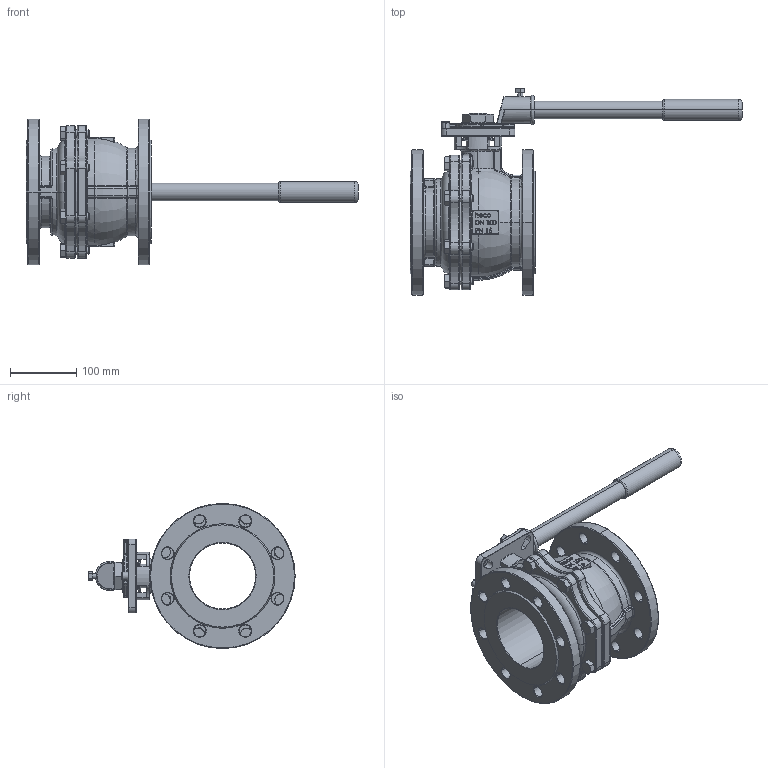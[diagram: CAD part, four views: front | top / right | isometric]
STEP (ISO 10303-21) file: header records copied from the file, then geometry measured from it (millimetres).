
FILE_DESCRIPTION (( 'STEP AP214' ), '1' );
FILE_NAME ('FKDA-400-000-4 Flanschkugelhahn 1712.STEP', '2017-12-20T14:00:27', ( '' ), ( '' ), 'SwSTEP 2.0', 'SolidWorks 2016', '' );
FILE_SCHEMA (( 'AUTOMOTIVE_DESIGN' ));
Length unit declared in the file: millimetre
Products named in the file (1): FKDA-400-000-4 Flanschkugelhahn 1712
Bounding box: 503 x 312.54 x 220 mm (x, y, z)
Volume: 3330108.8 mm3; surface area: 426130.6 mm2
Topology: 1 solids, 2 shells, 1555 faces, 3784 edges, 2296 vertices
Faces by surface type: plane 450, cylinder 349, bspline 293, torus 263, cone 177, sphere 23
Entity records: 65649 total; most frequent: CARTESIAN_POINT 26739, ORIENTED_EDGE 7546, DIRECTION 6962, EDGE_CURVE 3773, AXIS2_PLACEMENT_3D 2708, VERTEX_POINT 2296, EDGE_LOOP 1697, ADVANCED_FACE 1555
